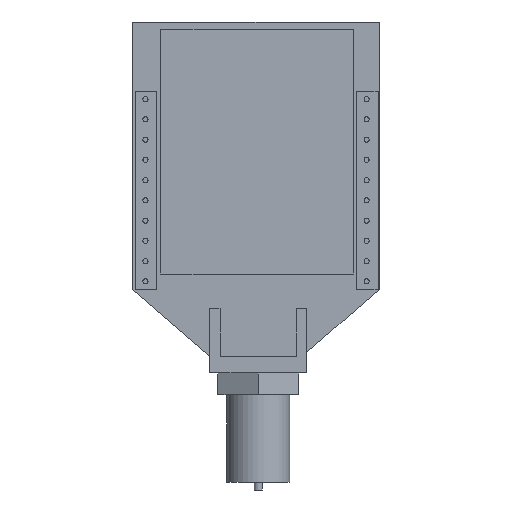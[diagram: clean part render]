
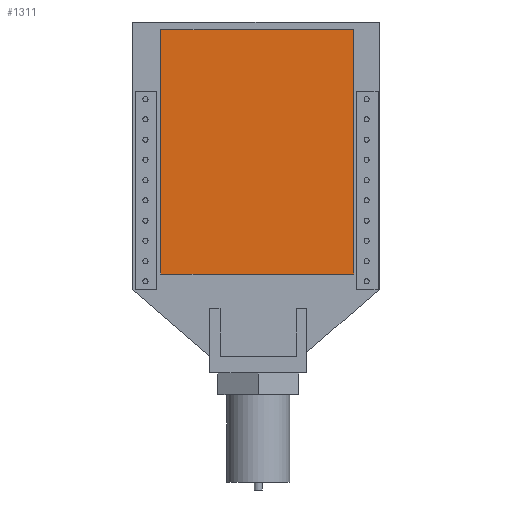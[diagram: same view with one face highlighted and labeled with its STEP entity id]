
A CAD part, front view. The second image highlights one B-rep face of the part: STEP entity #1311.
In plain terms, the highlighted planar face has unit normal (0, -1, 0).
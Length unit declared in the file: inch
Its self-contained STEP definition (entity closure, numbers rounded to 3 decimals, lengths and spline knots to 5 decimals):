
#300 = VECTOR ( 'NONE', #2228, 39.37008 ) ;
#397 = EDGE_CURVE ( 'NONE', #1831, #6211, #3349, .T. ) ;
#665 = VERTEX_POINT ( 'NONE', #6801 ) ;
#1030 = CARTESIAN_POINT ( 'NONE',  ( 0.11, -0.08, -0.03 ) ) ;
#1080 = CARTESIAN_POINT ( 'NONE',  ( 0., -0.08, 0. ) ) ;
#1085 = EDGE_CURVE ( 'NONE', #665, #7080, #1956, .T. ) ;
#1093 = EDGE_CURVE ( 'NONE', #6211, #665, #7710, .T. ) ;
#1230 = ORIENTED_EDGE ( 'NONE', *, *, #1093, .T. ) ;
#1311 = ADVANCED_FACE ( 'NONE', ( #5312 ), #1703, .T. ) ;
#1703 = PLANE ( 'NONE',  #6849 ) ;
#1831 = VERTEX_POINT ( 'NONE', #6912 ) ;
#1956 = LINE ( 'NONE', #4733, #300 ) ;
#2228 = DIRECTION ( 'NONE',  ( 0., 0., -1. ) ) ;
#2333 = DIRECTION ( 'NONE',  ( 0., -1., 0. ) ) ;
#2683 = CARTESIAN_POINT ( 'NONE',  ( 0.11, -0.08, -0.98 ) ) ;
#2837 = VECTOR ( 'NONE', #5415, 39.37008 ) ;
#3349 = LINE ( 'NONE', #6857, #6524 ) ;
#3692 = DIRECTION ( 'NONE',  ( 0., 0., 1. ) ) ;
#4465 = VECTOR ( 'NONE', #5827, 39.37008 ) ;
#4689 = LINE ( 'NONE', #5185, #4465 ) ;
#4733 = CARTESIAN_POINT ( 'NONE',  ( 0.11, -0.08, -0.03 ) ) ;
#4739 = ORIENTED_EDGE ( 'NONE', *, *, #6352, .T. ) ;
#5018 = CARTESIAN_POINT ( 'NONE',  ( 0.86, -0.08, -0.03 ) ) ;
#5185 = CARTESIAN_POINT ( 'NONE',  ( 0.11, -0.08, -0.98 ) ) ;
#5312 = FACE_OUTER_BOUND ( 'NONE', #6905, .T. ) ;
#5415 = DIRECTION ( 'NONE',  ( -1., 0., 0. ) ) ;
#5451 = ORIENTED_EDGE ( 'NONE', *, *, #1085, .T. ) ;
#5827 = DIRECTION ( 'NONE',  ( 1., 0., 0. ) ) ;
#6211 = VERTEX_POINT ( 'NONE', #5018 ) ;
#6352 = EDGE_CURVE ( 'NONE', #7080, #1831, #4689, .T. ) ;
#6524 = VECTOR ( 'NONE', #3692, 39.37008 ) ;
#6758 = DIRECTION ( 'NONE',  ( 0., 0., -1. ) ) ;
#6801 = CARTESIAN_POINT ( 'NONE',  ( 0.11, -0.08, -0.03 ) ) ;
#6849 = AXIS2_PLACEMENT_3D ( 'NONE', #1080, #2333, #6758 ) ;
#6857 = CARTESIAN_POINT ( 'NONE',  ( 0.86, -0.08, -0.03 ) ) ;
#6905 = EDGE_LOOP ( 'NONE', ( #5451, #4739, #7396, #1230 ) ) ;
#6912 = CARTESIAN_POINT ( 'NONE',  ( 0.86, -0.08, -0.98 ) ) ;
#7080 = VERTEX_POINT ( 'NONE', #2683 ) ;
#7396 = ORIENTED_EDGE ( 'NONE', *, *, #397, .T. ) ;
#7710 = LINE ( 'NONE', #1030, #2837 ) ;
